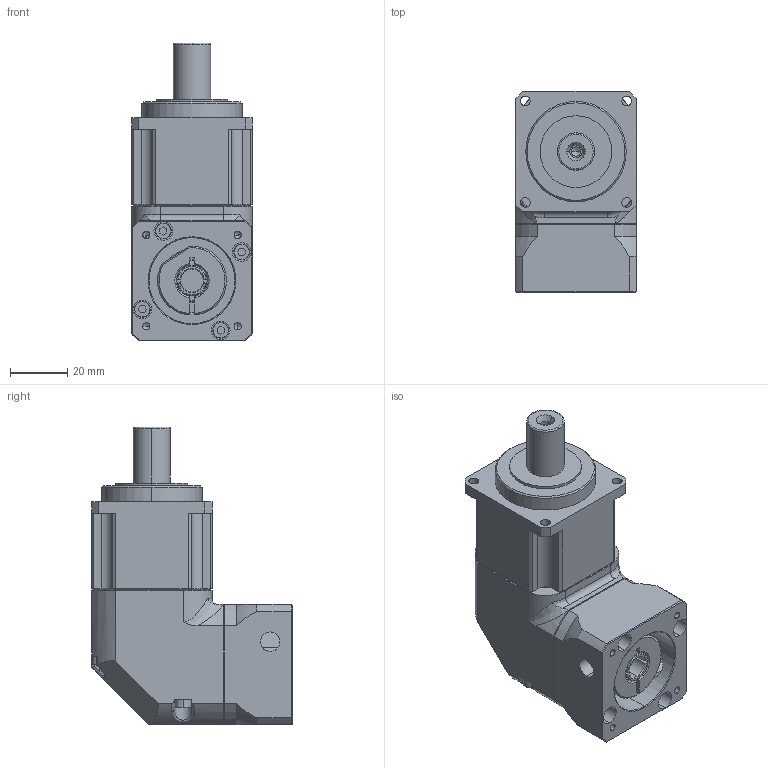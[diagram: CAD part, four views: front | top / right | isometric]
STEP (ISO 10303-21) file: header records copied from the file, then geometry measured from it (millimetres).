
FILE_DESCRIPTION (( 'STEP AP203' ), '1' );
FILE_NAME ('TR042-L1-8-30-45-M3-28-4.5.STEP', '2020-10-09T03:03:53', ( 'Windows 蚚誧' ), ( 'Microsoft' ), 'SwSTEP 2.0', 'SolidWorks 2017', '' );
FILE_SCHEMA (( 'CONFIG_CONTROL_DESIGN' ));
Length unit declared in the file: millimetre
Products named in the file (10): TD42-B; GB／T70．1-2000内六角圆柱头螺钉M3×30; TBR042-伞齿入力轴_1-2; TR042-L1-8-30-45-M3-28-4.5; TBR042-蟀諉啣; 郔陔tbr40眊极; GB／T70．1-2000内六角圆柱头螺钉M3×45; GB／T70．1-2000内六角圆柱头螺钉M3×20; TBR042-坶踡遠; GB3452．1-92O型橡胶密封圈30×1.5
Assembly tree (14 placements, depth 2):
  TR042-L1-8-30-45-M3-28-4.5
    TD42-B
    TBR042-伞齿入力轴_1-2
    GB3452．1-92O型橡胶密封圈30×1.5
    TBR042-坶踡遠
    TBR042-蟀諉啣
    GB／T70．1-2000内六角圆柱头螺钉M3×30  x2
    GB／T70．1-2000内六角圆柱头螺钉M3×45  x2
    GB／T70．1-2000内六角圆柱头螺钉M3×20  x4
    郔陔tbr40眊极
Bounding box: 42 x 70 x 103.8 mm (x, y, z)
Volume: 143204.2 mm3; surface area: 45115.5 mm2
Topology: 14 solids, 15 shells, 583 faces, 1411 edges, 881 vertices
Faces by surface type: cylinder 214, plane 205, cone 103, torus 49, bspline 12
Entity records: 17477 total; most frequent: CARTESIAN_POINT 4824, DIRECTION 2502, ORIENTED_EDGE 2308, EDGE_CURVE 1154, AXIS2_PLACEMENT_3D 998, VERTEX_POINT 741, EDGE_LOOP 571, CIRCLE 510
